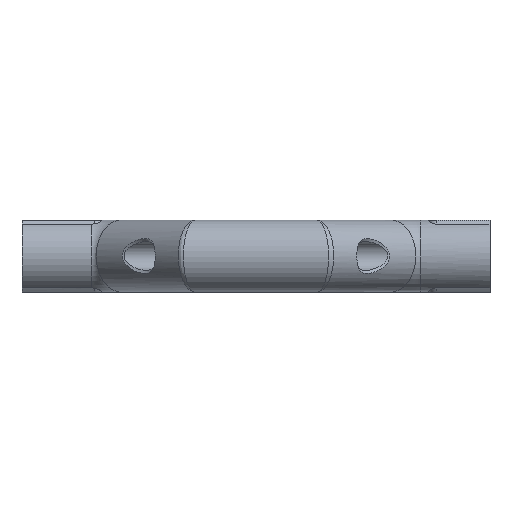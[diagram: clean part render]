
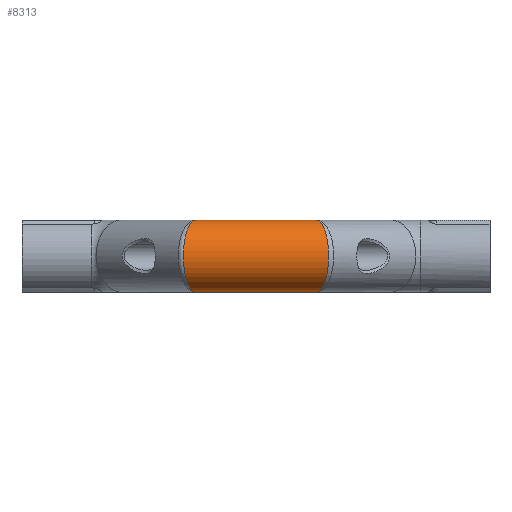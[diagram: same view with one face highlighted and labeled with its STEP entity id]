
A CAD part, front view. The second image highlights one B-rep face of the part: STEP entity #8313.
In plain terms, the highlighted cylindrical face has radius 2.5 mm (diameter 5 mm), a partial arc.
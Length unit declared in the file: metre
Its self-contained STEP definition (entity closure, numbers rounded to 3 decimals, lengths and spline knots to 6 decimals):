
#30=ELLIPSE('',#9322,0.002634,0.0025);
#33=ELLIPSE('',#9325,0.002634,0.0025);
#876=CYLINDRICAL_SURFACE('',#9327,0.0025);
#3664=ORIENTED_EDGE('',*,*,#4961,.T.);
#3665=ORIENTED_EDGE('',*,*,#4846,.F.);
#3666=ORIENTED_EDGE('',*,*,#4964,.F.);
#3667=ORIENTED_EDGE('',*,*,#4858,.F.);
#4846=EDGE_CURVE('',#5730,#5731,#6227,.T.);
#4858=EDGE_CURVE('',#5740,#5741,#6234,.F.);
#4961=EDGE_CURVE('',#5740,#5731,#30,.F.);
#4964=EDGE_CURVE('',#5741,#5730,#33,.F.);
#5730=VERTEX_POINT('',#15082);
#5731=VERTEX_POINT('',#15084);
#5740=VERTEX_POINT('',#15117);
#5741=VERTEX_POINT('',#15119);
#6227=LINE('',#15083,#6709);
#6234=LINE('',#15118,#6716);
#6709=VECTOR('',#11564,1.);
#6716=VECTOR('',#11577,1.);
#7228=EDGE_LOOP('',(#3664,#3665,#3666,#3667));
#7714=FACE_BOUND('',#7228,.T.);
#8313=ADVANCED_FACE('',(#7714),#876,.T.);
#9322=AXIS2_PLACEMENT_3D('',#15604,#11751,#11752);
#9325=AXIS2_PLACEMENT_3D('',#15628,#11757,#11758);
#9327=AXIS2_PLACEMENT_3D('',#15704,#11761,#11762);
#11564=DIRECTION('',(-1.,0.,0.));
#11577=DIRECTION('',(-1.,0.,0.));
#11751=DIRECTION('',(-0.949,0.315,0.));
#11752=DIRECTION('',(-0.315,-0.949,0.));
#11757=DIRECTION('',(-0.949,-0.315,0.));
#11758=DIRECTION('',(0.315,-0.949,0.));
#11761=DIRECTION('',(1.,0.,0.));
#11762=DIRECTION('',(0.,1.,0.));
#15082=CARTESIAN_POINT('',(0.014464,-0.0115,0.));
#15083=CARTESIAN_POINT('',(0.005207,-0.0115,0.));
#15084=CARTESIAN_POINT('',(0.006036,-0.0115,0.));
#15117=CARTESIAN_POINT('',(0.006036,-0.0115,0.005));
#15118=CARTESIAN_POINT('',(0.024,-0.0115,0.005));
#15119=CARTESIAN_POINT('',(0.014464,-0.0115,0.005));
#15604=CARTESIAN_POINT('',(0.006036,-0.0115,0.0025));
#15628=CARTESIAN_POINT('',(0.014464,-0.0115,0.0025));
#15704=CARTESIAN_POINT('',(0.024,-0.0115,0.0025));
